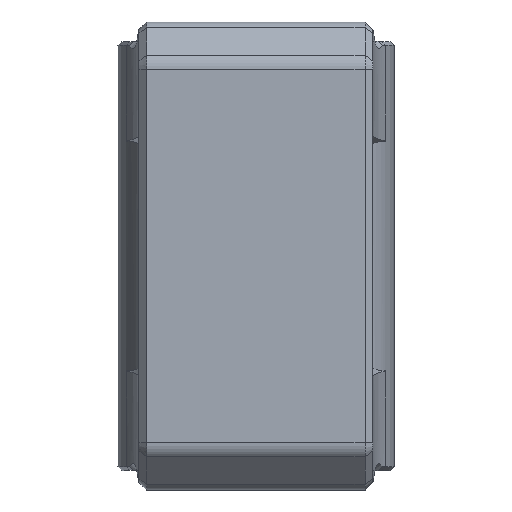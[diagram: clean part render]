
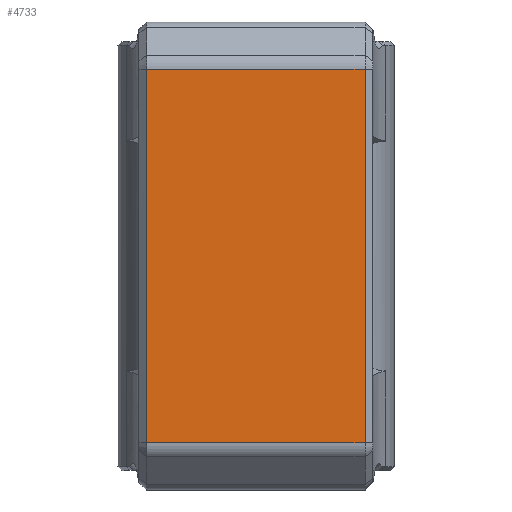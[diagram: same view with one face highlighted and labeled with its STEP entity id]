
A CAD part, front view. The second image highlights one B-rep face of the part: STEP entity #4733.
In plain terms, the highlighted planar face has unit normal (0, -1, 0).
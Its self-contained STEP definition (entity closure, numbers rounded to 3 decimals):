
#269=PLANE('',#5040);
#480=FACE_OUTER_BOUND('',#763,.T.);
#763=EDGE_LOOP('',(#4029,#4030,#4031,#4032));
#1046=LINE('',#10104,#1336);
#1074=LINE('',#10771,#1364);
#1095=LINE('',#11185,#1385);
#1096=LINE('',#11187,#1386);
#1336=VECTOR('',#5683,10.);
#1364=VECTOR('',#5739,10.);
#1385=VECTOR('',#5792,10.);
#1386=VECTOR('',#5795,10.);
#2183=VERTEX_POINT('',#10098);
#2184=VERTEX_POINT('',#10102);
#2220=VERTEX_POINT('',#10765);
#2221=VERTEX_POINT('',#10769);
#2789=EDGE_CURVE('',#2183,#2184,#1046,.T.);
#2853=EDGE_CURVE('',#2221,#2220,#1074,.T.);
#2899=EDGE_CURVE('',#2220,#2183,#1095,.T.);
#2900=EDGE_CURVE('',#2221,#2184,#1096,.T.);
#4029=ORIENTED_EDGE('',*,*,#2789,.F.);
#4030=ORIENTED_EDGE('',*,*,#2899,.F.);
#4031=ORIENTED_EDGE('',*,*,#2853,.F.);
#4032=ORIENTED_EDGE('',*,*,#2900,.T.);
#4733=ADVANCED_FACE('',(#480),#269,.F.);
#5040=AXIS2_PLACEMENT_3D('',#11186,#5793,#5794);
#5683=DIRECTION('',(0.,0.,-1.));
#5739=DIRECTION('',(0.,0.,1.));
#5792=DIRECTION('',(1.,0.,0.));
#5793=DIRECTION('center_axis',(0.,1.,0.));
#5794=DIRECTION('ref_axis',(0.,0.,1.));
#5795=DIRECTION('',(1.,0.,0.));
#10098=CARTESIAN_POINT('',(2.8,-6.,4.793));
#10102=CARTESIAN_POINT('',(2.8,-6.,-4.793));
#10104=CARTESIAN_POINT('',(2.8,-6.,-4.));
#10765=CARTESIAN_POINT('',(-2.8,-6.,4.793));
#10769=CARTESIAN_POINT('',(-2.8,-6.,-4.793));
#10771=CARTESIAN_POINT('',(-2.8,-6.,-4.));
#11185=CARTESIAN_POINT('',(0.,-6.,4.793));
#11186=CARTESIAN_POINT('Origin',(0.,-6.,-8.));
#11187=CARTESIAN_POINT('',(0.,-6.,-4.793));
